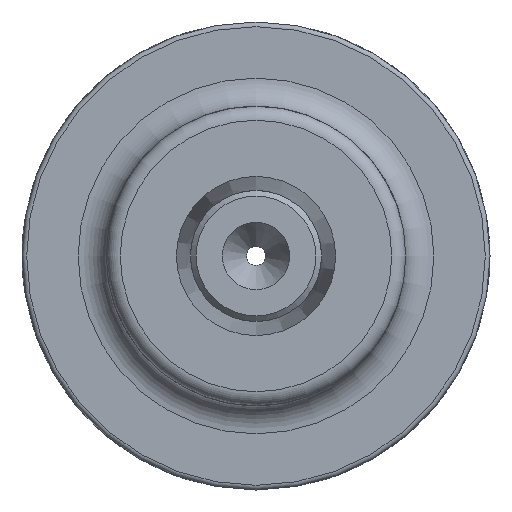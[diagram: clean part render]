
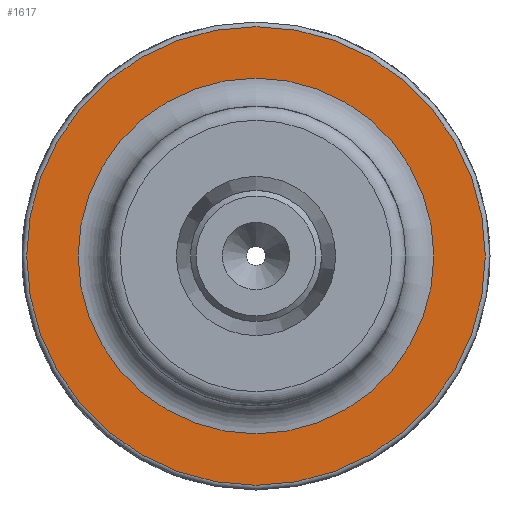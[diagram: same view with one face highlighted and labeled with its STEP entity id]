
A CAD part, left-side view. The second image highlights one B-rep face of the part: STEP entity #1617.
In plain terms, the highlighted planar face has unit normal (-1, 0, 0).
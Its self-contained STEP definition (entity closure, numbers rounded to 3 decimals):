
#646=CARTESIAN_POINT('',(-20.,0.0,19.));
#647=VERTEX_POINT('',#646);
#648=CARTESIAN_POINT('',(-20.0,0.0,0.0));
#649=DIRECTION('',(-1.0,0.0,0.0));
#650=DIRECTION('',(0.0,0.0,1.0));
#651=AXIS2_PLACEMENT_3D('',#648,#649,#650);
#652=CIRCLE('',#651,19.);
#653=EDGE_CURVE('',#647,#647,#652,.T.);
#1598=CARTESIAN_POINT('',(-20.0,25.0,0.0));
#1599=DIRECTION('',(-1.0,0.0,0.0));
#1600=DIRECTION('',(0.0,0.0,1.0));
#1601=AXIS2_PLACEMENT_3D('',#1598,#1599,#1600);
#1602=PLANE('',#1601);
#1603=CARTESIAN_POINT('',(-20.0,24.5,0.));
#1604=VERTEX_POINT('',#1603);
#1605=CARTESIAN_POINT('',(-20.0,0.0,0.0));
#1606=DIRECTION('',(1.0,0.0,0.0));
#1607=DIRECTION('',(0.0,-1.0,0.0));
#1608=AXIS2_PLACEMENT_3D('',#1605,#1606,#1607);
#1609=CIRCLE('',#1608,24.5);
#1610=EDGE_CURVE('',#1604,#1604,#1609,.T.);
#1611=ORIENTED_EDGE('',*,*,#1610,.F.);
#1612=EDGE_LOOP('',(#1611));
#1613=FACE_OUTER_BOUND('',#1612,.T.);
#1614=ORIENTED_EDGE('',*,*,#653,.F.);
#1615=EDGE_LOOP('',(#1614));
#1616=FACE_BOUND('',#1615,.T.);
#1617=ADVANCED_FACE('',(#1613,#1616),#1602,.T.);
